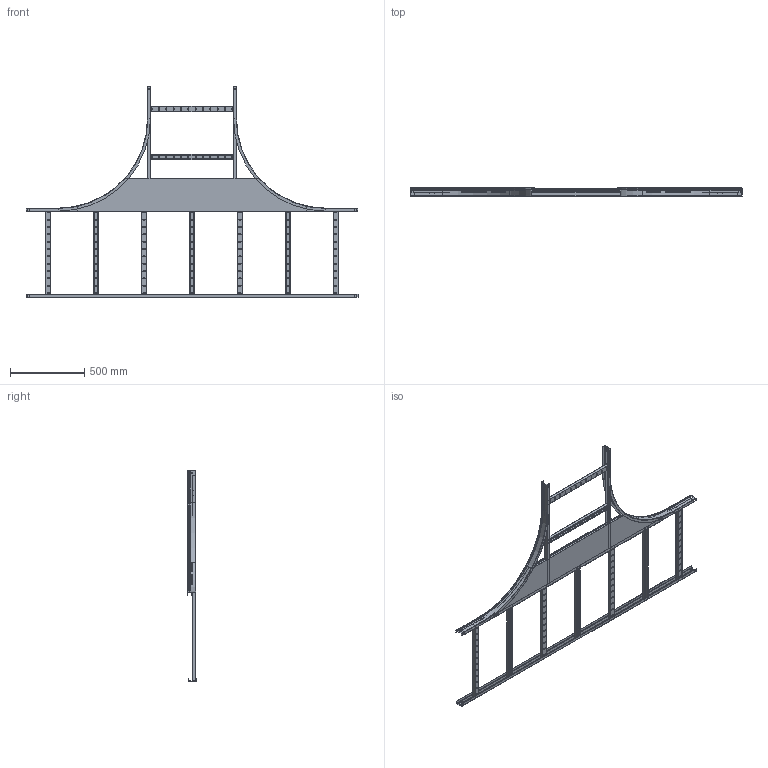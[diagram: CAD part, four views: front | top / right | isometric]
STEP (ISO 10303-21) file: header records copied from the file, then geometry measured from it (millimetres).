
FILE_DESCRIPTION (( 'STEP AP214' ), '1' );
FILE_NAME ('CRT05-4--04 (55x600).STEP', '2021-03-10T07:01:35', ( '' ), ( '' ), 'SwSTEP 2.0', 'SolidWorks 2017', '' );
FILE_SCHEMA (( 'AUTOMOTIVE_DESIGN' ));
Length unit declared in the file: millimetre
Products named in the file (10): ÊÈÂÀ 195.02.05 Ï-ïðîôèëü_îö_00_668.2; 岓臍 195.04.10 捘 冓憵_隬_00_-04 (2184x600); ÊÈÂÀ 195.01.03_Ïëàíêà ïîïåðå÷íàÿ_00_-04; 195.04.02_Ïëàñòèíà ñîåäèíèòåëüíàÿ_îö_00_-04 (2184); ÊÈÂÀ 195.04.04 Ï-ïðîôèëü_îö_00_-05 (2184); ÊÈÂÀ 195.02.03 Ïëàíêà ïîïåðå÷íàÿ_îö_00_-04; 岓臍 195.02.01 呧翲歑鍙 摳賧禖嶱隬_00_-00; CRT05-4--04 (55x600); ÊÈÂÀ 195.04.01 Ëîíæåðîí ïðÿìîé_îö_00_-04; 岓臍 195.02.20 冓憵 600_隬_00_-04 (600)
Assembly tree (20 placements, depth 3):
  CRT05-4--04 (55x600)
    岓臍 195.04.10 捘 冓憵_隬_00_-04 (2184x600)
      ÊÈÂÀ 195.04.04 Ï-ïðîôèëü_îö_00_-05 (2184)  x2
      ÊÈÂÀ 195.01.03_Ïëàíêà ïîïåðå÷íàÿ_00_-04  x7
    195.04.02_Ïëàñòèíà ñîåäèíèòåëüíàÿ_îö_00_-04 (2184)  x2
    岓臍 195.02.20 冓憵 600_隬_00_-04 (600)
      ÊÈÂÀ 195.02.05 Ï-ïðîôèëü_îö_00_668.2  x2
      ÊÈÂÀ 195.02.03 Ïëàíêà ïîïåðå÷íàÿ_îö_00_-04  x2
    岓臍 195.02.01 呧翲歑鍙 摳賧禖嶱隬_00_-00  x2
    ÊÈÂÀ 195.04.01 Ëîíæåðîí ïðÿìîé_îö_00_-04
Bounding box: 2234 x 56.3 x 1417 mm (x, y, z)
Volume: 2284341.9 mm3; surface area: 3860139.3 mm2
Topology: 18 solids, 18 shells, 1270 faces, 3474 edges, 2240 vertices
Faces by surface type: plane 898, cylinder 344, torus 20, cone 8
Entity records: 14918 total; most frequent: CARTESIAN_POINT 2535, DIRECTION 2486, ORIENTED_EDGE 2484, EDGE_CURVE 1242, VECTOR 980, LINE 980, VERTEX_POINT 786, AXIS2_PLACEMENT_3D 753
